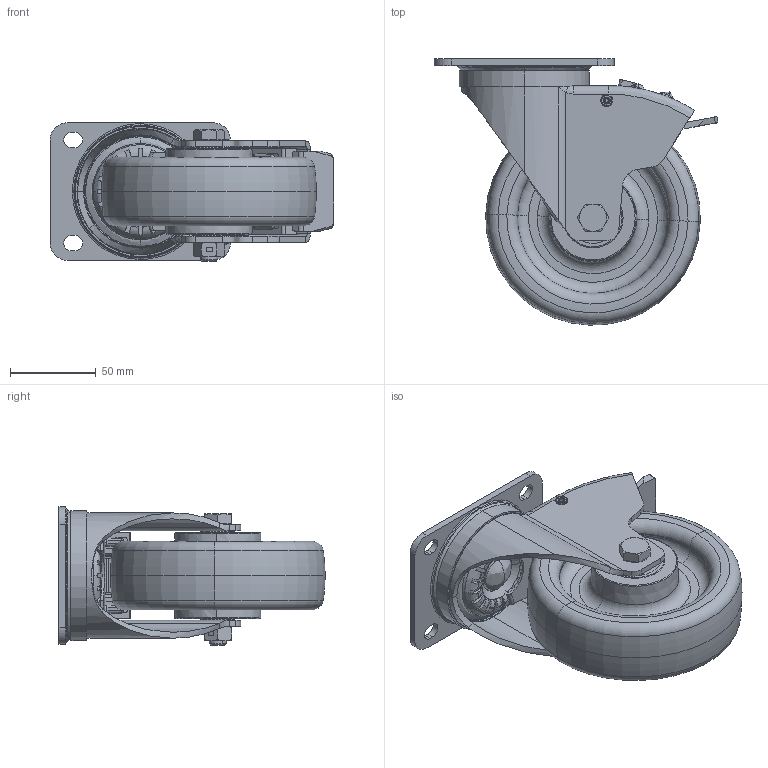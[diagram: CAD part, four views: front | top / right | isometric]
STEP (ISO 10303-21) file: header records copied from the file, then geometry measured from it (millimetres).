
FILE_DESCRIPTION (( 'STEP AP214' ), '1' );
FILE_NAME ('0021250_L-IM-PUZK-125-K-3-DSN.STEP', '2017-01-31T12:50:44', ( '' ), ( '' ), 'SwSTEP 2.0', 'SolidWorks 2016', '' );
FILE_SCHEMA (( 'AUTOMOTIVE_DESIGN' ));
Length unit declared in the file: millimetre
Products named in the file (1): 0021250_L-IM-PUZK-125-K-3-DSN
Bounding box: 165.19 x 154.96 x 80.5 mm (x, y, z)
Surface area: 157317.5 mm2 (no closed solid volume)
Topology: 0 solids, 23 shells, 1135 faces, 2930 edges, 1864 vertices
Faces by surface type: plane 568, cylinder 274, bspline 155, cone 84, torus 54
Entity records: 56966 total; most frequent: CARTESIAN_POINT 17311, ORIENTED_EDGE 5806, DIRECTION 5460, EDGE_CURVE 2923, AXIS2_PLACEMENT_3D 1936, VERTEX_POINT 1864, LINE 1588, VECTOR 1588
